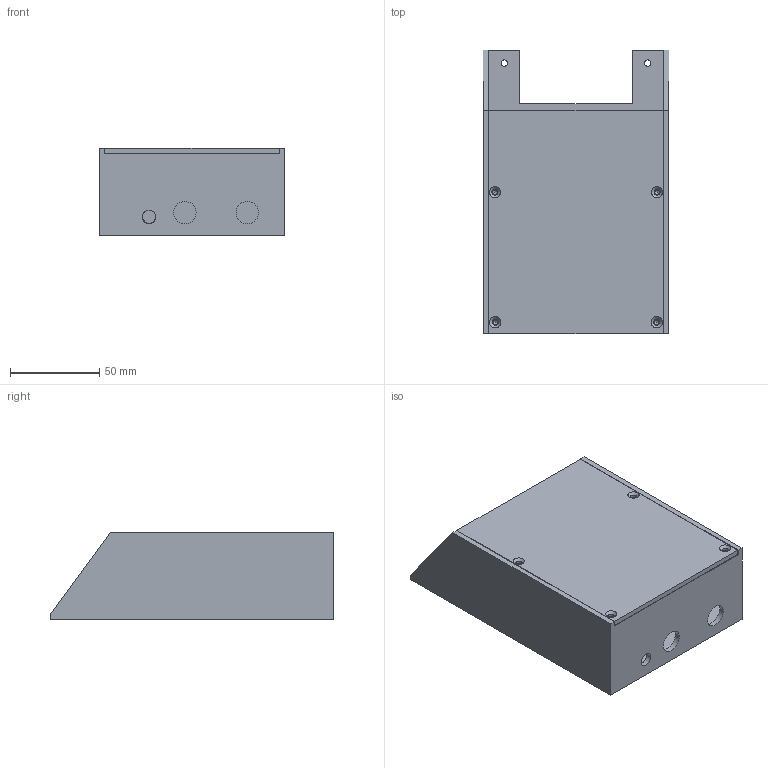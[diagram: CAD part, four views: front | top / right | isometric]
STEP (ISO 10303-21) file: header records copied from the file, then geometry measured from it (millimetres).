
FILE_DESCRIPTION(/* description */ (''),/* implementation_level */ '2;1');
FILE_NAME(/* name */ 'PSU Casing v3.step',/* time_stamp */ '2024-07-06T18:30:27+01:00',/* author */ (''),/* organization */ (''),/* preprocessor_version */ 'ST-DEVELOPER v20',/* originating_system */ 'Autodesk Translation Framework v12.20.1.177',/* authorisation */ '');
FILE_SCHEMA (('AUTOMOTIVE_DESIGN { 1 0 10303 214 3 1 1 }'));
Length unit declared in the file: millimetre
Products named in the file (1): PSU Casing
Bounding box: 104 x 158.75 x 49 mm (x, y, z)
Volume: 160281.8 mm3; surface area: 103129.7 mm2
Topology: 7 solids, 7 shells, 150 faces, 360 edges, 233 vertices
Faces by surface type: plane 88, cylinder 42, cone 17, bspline 3
Full cylindrical faces by diameter (mm): 2.529 x9, 3.6 x11, 7.5 x2, 12.5 x4
Entity records: 4433 total; most frequent: CARTESIAN_POINT 767, DIRECTION 753, ORIENTED_EDGE 712, EDGE_CURVE 356, LINE 255, VECTOR 255, AXIS2_PLACEMENT_3D 249, VERTEX_POINT 233
